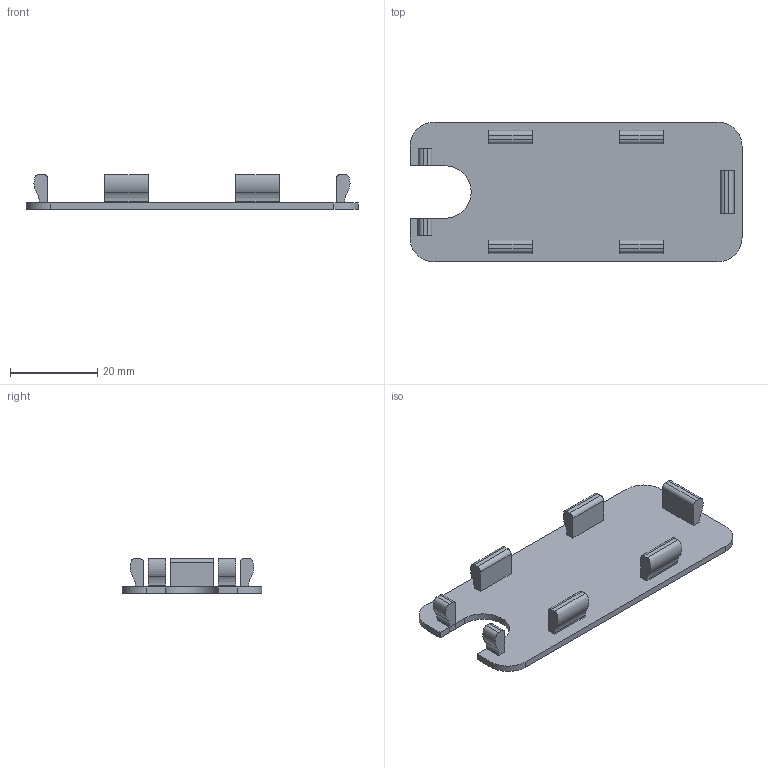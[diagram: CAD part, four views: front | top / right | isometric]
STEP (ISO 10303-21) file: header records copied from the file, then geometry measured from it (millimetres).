
FILE_DESCRIPTION(/* description */ (''),/* implementation_level */ '2;1');
FILE_NAME(/* name */ 'COVERT~1',/* time_stamp */ '2025-06-10T19:43:28+02:00',/* author */ (''),/* organization */ (''),/* preprocessor_version */ 'ST-DEVELOPER v15',/* originating_system */ '',/* authorisation */ '');
FILE_SCHEMA (('AUTOMOTIVE_DESIGN'));
Length unit declared in the file: millimetre
Products named in the file (1): Document
Bounding box: 76 x 32 x 8 mm (x, y, z)
Volume: 4368.1 mm3; surface area: 5870.8 mm2
Topology: 1 solids, 1 shells, 76 faces, 199 edges, 130 vertices
Faces by surface type: bspline 52, plane 24
Entity records: 2188 total; most frequent: CARTESIAN_POINT 1090, ORIENTED_EDGE 398, EDGE_CURVE 199, VERTEX_POINT 130, EDGE_LOOP 81, ADVANCED_FACE 76, FACE_OUTER_BOUND 76, B_SPLINE_CURVE_WITH_KNOTS 36
